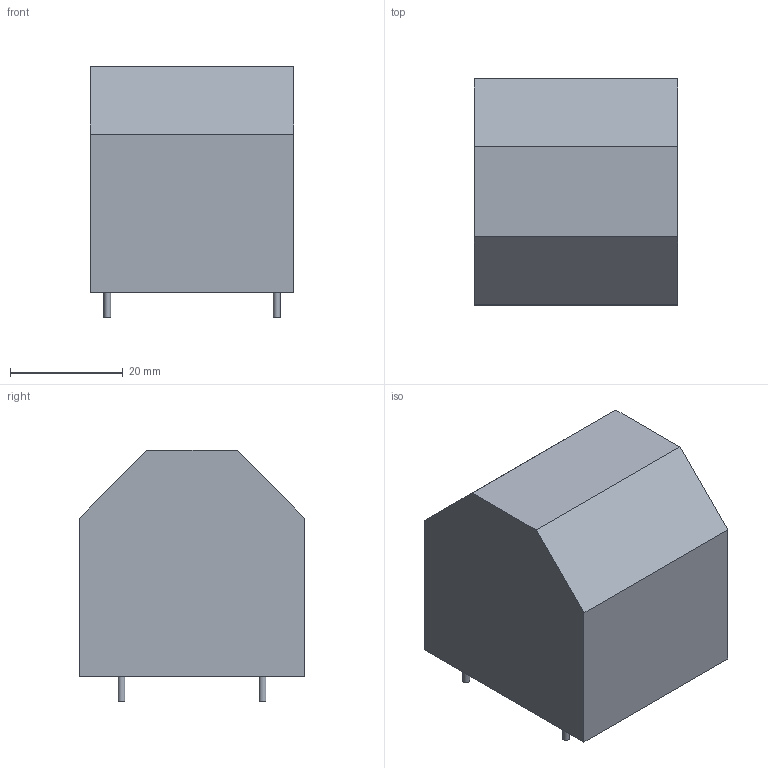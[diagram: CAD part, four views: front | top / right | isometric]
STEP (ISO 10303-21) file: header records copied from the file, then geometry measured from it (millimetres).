
FILE_DESCRIPTION(/* description */ (''),/* implementation_level */ '2;1');
FILE_NAME(/* name */ 'CAPR_AVX_FFV3.stp',/* time_stamp */ '2017-01-26T15:18:14+01:00',/* author */ ('jchouvet'),/* organization */ (''),/* preprocessor_version */ 'ST-DEVELOPER v16.1',/* originating_system */ 'AutoCAD Mechanical',/* authorisation */ '');
FILE_SCHEMA (('AUTOMOTIVE_DESIGN { 1 0 10303 214 3 1 1 }'));
Length unit declared in the file: millimetre
Products named in the file (1): Product
Bounding box: 36 x 40 x 44.5 mm (x, y, z)
Volume: 52436.4 mm3; surface area: 8242.8 mm2
Topology: 5 solids, 5 shells, 20 faces, 30 edges, 20 vertices
Faces by surface type: plane 16, cylinder 4
Full cylindrical faces by diameter (mm): 1.2 x4
Entity records: 457 total; most frequent: DIRECTION 76, CARTESIAN_POINT 67, ORIENTED_EDGE 52, AXIS2_PLACEMENT_3D 29, EDGE_CURVE 26, EDGE_LOOP 24, FACE_OUTER_BOUND 20, VERTEX_POINT 20
